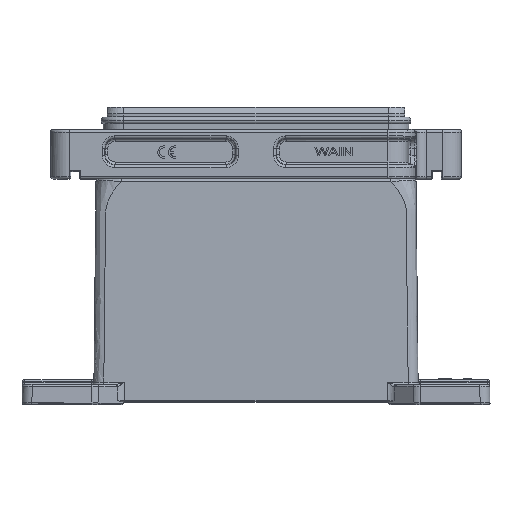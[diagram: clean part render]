
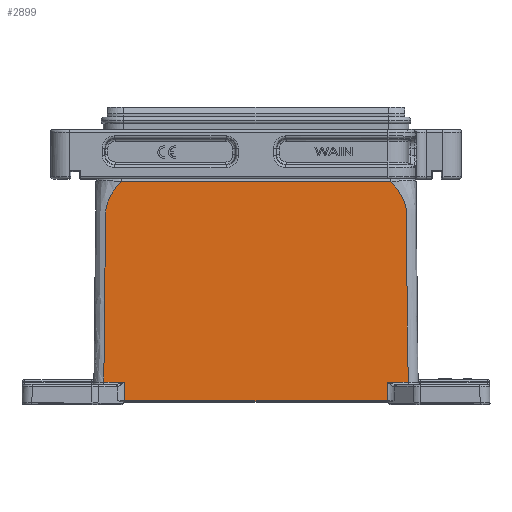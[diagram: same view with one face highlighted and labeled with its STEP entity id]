
A CAD part, top view. The second image highlights one B-rep face of the part: STEP entity #2899.
In plain terms, the highlighted planar face has unit normal (0, 0.011, 1).
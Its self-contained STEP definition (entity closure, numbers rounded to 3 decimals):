
#2899=ADVANCED_FACE('NONE',(#4879),#3872,.T.);
#3872=PLANE('',#25148);
#4879=FACE_OUTER_BOUND('',#6339,.T.);
#6339=EDGE_LOOP('',(#14133,#14134,#14135,#14136,#14137,#14138,#14139,#14140));
#7995=LINE('',#43604,#9535);
#7996=LINE('',#43648,#9536);
#7997=LINE('',#43650,#9537);
#7998=LINE('',#43652,#9538);
#7999=LINE('',#43654,#9539);
#8000=LINE('',#43656,#9540);
#9535=VECTOR('',#29146,1.);
#9536=VECTOR('',#29147,1.);
#9537=VECTOR('',#29148,1.);
#9538=VECTOR('',#29149,1.);
#9539=VECTOR('',#29150,1.);
#9540=VECTOR('',#29151,1.);
#14133=ORIENTED_EDGE('',*,*,#21526,.T.);
#14134=ORIENTED_EDGE('',*,*,#21527,.T.);
#14135=ORIENTED_EDGE('',*,*,#21528,.T.);
#14136=ORIENTED_EDGE('',*,*,#21529,.T.);
#14137=ORIENTED_EDGE('',*,*,#21530,.T.);
#14138=ORIENTED_EDGE('',*,*,#21531,.T.);
#14139=ORIENTED_EDGE('',*,*,#21532,.T.);
#14140=ORIENTED_EDGE('',*,*,#21533,.T.);
#18561=VERTEX_POINT('',#43602);
#18562=VERTEX_POINT('',#43603);
#18563=VERTEX_POINT('',#43605);
#18564=VERTEX_POINT('',#43647);
#18565=VERTEX_POINT('',#43649);
#18566=VERTEX_POINT('',#43651);
#18567=VERTEX_POINT('',#43653);
#18568=VERTEX_POINT('',#43655);
#21526=EDGE_CURVE('NONE',#18561,#18562,#23614,.T.);
#21527=EDGE_CURVE('NONE',#18562,#18563,#7995,.T.);
#21528=EDGE_CURVE('NONE',#18563,#18564,#23615,.T.);
#21529=EDGE_CURVE('NONE',#18564,#18565,#7996,.T.);
#21530=EDGE_CURVE('NONE',#18565,#18566,#7997,.T.);
#21531=EDGE_CURVE('NONE',#18566,#18567,#7998,.T.);
#21532=EDGE_CURVE('NONE',#18567,#18568,#7999,.T.);
#21533=EDGE_CURVE('NONE',#18568,#18561,#8000,.T.);
#23614=B_SPLINE_CURVE_WITH_KNOTS('',3,(#43558,#43559,#43560,#43561,#43562,
#43563,#43564,#43565,#43566,#43567,#43568,#43569,#43570,#43571,#43572,#43573,
#43574,#43575,#43576,#43577,#43578,#43579,#43580,#43581,#43582,#43583,#43584,
#43585,#43586,#43587,#43588,#43589,#43590,#43591,#43592,#43593,#43594,#43595,
#43596,#43597,#43598,#43599,#43600,#43601),.UNSPECIFIED.,.F.,.F.,(4,2,1,
1,1,1,1,1,2,2,1,1,1,1,1,2,2,2,2,2,2,2,2,1,2,2,2,4),(0.,0.5,
0.625,0.687,0.719,0.734,
0.742,0.746,0.748,0.75,0.781,
0.797,0.805,0.809,0.811,
0.812,0.812,0.816,0.82,
0.828,0.844,0.859,0.875,
0.906,0.922,0.937,0.969,
1.),.UNSPECIFIED.);
#23615=B_SPLINE_CURVE_WITH_KNOTS('',3,(#43606,#43607,#43608,#43609,#43610,
#43611,#43612,#43613,#43614,#43615,#43616,#43617,#43618,#43619,#43620,#43621,
#43622,#43623,#43624,#43625,#43626,#43627,#43628,#43629,#43630,#43631,#43632,
#43633,#43634,#43635,#43636,#43637,#43638,#43639,#43640,#43641,#43642,#43643,
#43644,#43645,#43646),.UNSPECIFIED.,.F.,.F.,(4,1,1,1,2,2,1,2,2,1,1,1,2,
2,1,1,1,1,1,2,2,1,1,1,1,1,2,2,4),(0.,0.062,0.094,
0.109,0.117,0.125,0.141,
0.148,0.156,0.172,0.18,
0.184,0.186,0.187,0.219,
0.234,0.242,0.246,0.248,
0.249,0.25,0.375,0.437,
0.469,0.484,0.492,0.496,
0.5,1.),.UNSPECIFIED.);
#25148=AXIS2_PLACEMENT_3D('',#43657,#29152,#29153);
#29146=DIRECTION('',(-1.,0.,0.));
#29147=DIRECTION('',(1.,0.,0.));
#29148=DIRECTION('',(0.014,-1.,0.01));
#29149=DIRECTION('',(1.,0.,0.));
#29150=DIRECTION('',(0.014,1.,-0.01));
#29151=DIRECTION('',(1.,0.,0.));
#29152=DIRECTION('',(0.,0.01,1.));
#29153=DIRECTION('',(0.,-1.,0.01));
#43558=CARTESIAN_POINT('',(61.459,7.99,29.859));
#43559=CARTESIAN_POINT('',(61.314,21.789,29.714));
#43560=CARTESIAN_POINT('',(61.17,35.589,29.57));
#43561=CARTESIAN_POINT('',(60.989,52.838,29.389));
#43562=CARTESIAN_POINT('',(60.935,58.013,29.335));
#43563=CARTESIAN_POINT('',(60.872,64.05,29.272));
#43564=CARTESIAN_POINT('',(60.84,67.069,29.24));
#43565=CARTESIAN_POINT('',(60.825,68.578,29.224));
#43566=CARTESIAN_POINT('',(60.817,69.333,29.216));
#43567=CARTESIAN_POINT('',(60.813,69.71,29.212));
#43568=CARTESIAN_POINT('',(60.811,69.872,29.211));
#43569=CARTESIAN_POINT('',(60.81,69.98,29.21));
#43570=CARTESIAN_POINT('',(60.81,69.993,29.21));
#43571=CARTESIAN_POINT('',(60.793,71.601,29.193));
#43572=CARTESIAN_POINT('',(60.774,73.383,29.174));
#43573=CARTESIAN_POINT('',(60.762,74.608,29.161));
#43574=CARTESIAN_POINT('',(60.758,75.006,29.157));
#43575=CARTESIAN_POINT('',(60.757,75.152,29.155));
#43576=CARTESIAN_POINT('',(60.756,75.211,29.155));
#43577=CARTESIAN_POINT('',(60.756,75.234,29.155));
#43578=CARTESIAN_POINT('',(60.756,75.249,29.154));
#43579=CARTESIAN_POINT('',(60.756,75.224,29.155));
#43580=CARTESIAN_POINT('',(60.754,75.414,29.153));
#43581=CARTESIAN_POINT('',(60.753,75.544,29.151));
#43582=CARTESIAN_POINT('',(60.75,75.76,29.149));
#43583=CARTESIAN_POINT('',(60.75,75.791,29.149));
#43584=CARTESIAN_POINT('',(60.743,76.144,29.145));
#43585=CARTESIAN_POINT('',(60.736,76.342,29.143));
#43586=CARTESIAN_POINT('',(60.698,76.981,29.136));
#43587=CARTESIAN_POINT('',(60.651,77.422,29.132));
#43588=CARTESIAN_POINT('',(60.524,78.261,29.123));
#43589=CARTESIAN_POINT('',(60.442,78.68,29.119));
#43590=CARTESIAN_POINT('',(60.241,79.518,29.11));
#43591=CARTESIAN_POINT('',(60.111,79.969,29.105));
#43592=CARTESIAN_POINT('',(59.731,81.127,29.093));
#43593=CARTESIAN_POINT('',(59.255,82.285,29.081));
#43594=CARTESIAN_POINT('',(58.636,83.441,29.069));
#43595=CARTESIAN_POINT('',(58.191,84.212,29.061));
#43596=CARTESIAN_POINT('',(57.929,84.635,29.056));
#43597=CARTESIAN_POINT('',(57.241,85.678,29.045));
#43598=CARTESIAN_POINT('',(56.708,86.401,29.038));
#43599=CARTESIAN_POINT('',(55.629,87.734,29.024));
#43600=CARTESIAN_POINT('',(55.059,88.382,29.017));
#43601=CARTESIAN_POINT('',(54.46,89.01,29.01));
#43602=CARTESIAN_POINT('',(61.459,7.99,29.859));
#43603=CARTESIAN_POINT('',(54.46,89.01,29.01));
#43604=CARTESIAN_POINT('',(-68.294,89.01,29.01));
#43605=CARTESIAN_POINT('',(-54.461,89.011,29.01));
#43606=CARTESIAN_POINT('',(-54.461,89.011,29.01));
#43607=CARTESIAN_POINT('',(-55.827,87.57,29.025));
#43608=CARTESIAN_POINT('',(-57.542,85.408,29.048));
#43609=CARTESIAN_POINT('',(-58.958,82.883,29.075));
#43610=CARTESIAN_POINT('',(-59.52,81.619,29.088));
#43611=CARTESIAN_POINT('',(-59.73,81.078,29.093));
#43612=CARTESIAN_POINT('',(-59.862,80.717,29.097));
#43613=CARTESIAN_POINT('',(-59.916,80.564,29.099));
#43614=CARTESIAN_POINT('',(-60.122,79.938,29.105));
#43615=CARTESIAN_POINT('',(-60.3,79.31,29.112));
#43616=CARTESIAN_POINT('',(-60.437,78.681,29.119));
#43617=CARTESIAN_POINT('',(-60.519,78.262,29.123));
#43618=CARTESIAN_POINT('',(-60.562,78.012,29.126));
#43619=CARTESIAN_POINT('',(-60.639,77.502,29.131));
#43620=CARTESIAN_POINT('',(-60.698,76.925,29.137));
#43621=CARTESIAN_POINT('',(-60.737,76.133,29.145));
#43622=CARTESIAN_POINT('',(-60.749,75.707,29.15));
#43623=CARTESIAN_POINT('',(-60.752,75.519,29.152));
#43624=CARTESIAN_POINT('',(-60.754,75.391,29.153));
#43625=CARTESIAN_POINT('',(-60.755,75.272,29.154));
#43626=CARTESIAN_POINT('',(-60.757,75.104,29.156));
#43627=CARTESIAN_POINT('',(-60.765,74.338,29.164));
#43628=CARTESIAN_POINT('',(-60.783,72.521,29.183));
#43629=CARTESIAN_POINT('',(-60.795,71.381,29.195));
#43630=CARTESIAN_POINT('',(-60.802,70.754,29.202));
#43631=CARTESIAN_POINT('',(-60.805,70.425,29.205));
#43632=CARTESIAN_POINT('',(-60.807,70.281,29.206));
#43633=CARTESIAN_POINT('',(-60.808,70.185,29.208));
#43634=CARTESIAN_POINT('',(-60.809,70.088,29.209));
#43635=CARTESIAN_POINT('',(-60.81,69.948,29.21));
#43636=CARTESIAN_POINT('',(-60.838,67.256,29.238));
#43637=CARTESIAN_POINT('',(-60.917,59.77,29.317));
#43638=CARTESIAN_POINT('',(-60.967,54.941,29.367));
#43639=CARTESIAN_POINT('',(-60.995,52.255,29.395));
#43640=CARTESIAN_POINT('',(-61.01,50.844,29.41));
#43641=CARTESIAN_POINT('',(-61.017,50.225,29.417));
#43642=CARTESIAN_POINT('',(-61.021,49.809,29.421));
#43643=CARTESIAN_POINT('',(-61.024,49.563,29.423));
#43644=CARTESIAN_POINT('',(-61.26,26.993,29.66));
#43645=CARTESIAN_POINT('',(-61.405,13.193,29.804));
#43646=CARTESIAN_POINT('',(-61.459,7.99,29.859));
#43647=CARTESIAN_POINT('',(-61.459,7.99,29.859));
#43648=CARTESIAN_POINT('',(-68.294,7.99,29.859));
#43649=CARTESIAN_POINT('',(-53.024,7.99,29.859));
#43650=CARTESIAN_POINT('',(-53.024,7.99,29.859));
#43651=CARTESIAN_POINT('',(-52.917,0.505,29.937));
#43652=CARTESIAN_POINT('',(-68.294,0.505,29.937));
#43653=CARTESIAN_POINT('',(52.917,0.505,29.937));
#43654=CARTESIAN_POINT('',(52.917,0.505,29.937));
#43655=CARTESIAN_POINT('',(53.024,7.99,29.859));
#43656=CARTESIAN_POINT('',(-68.294,7.99,29.859));
#43657=CARTESIAN_POINT('',(-68.294,90.,29.));
